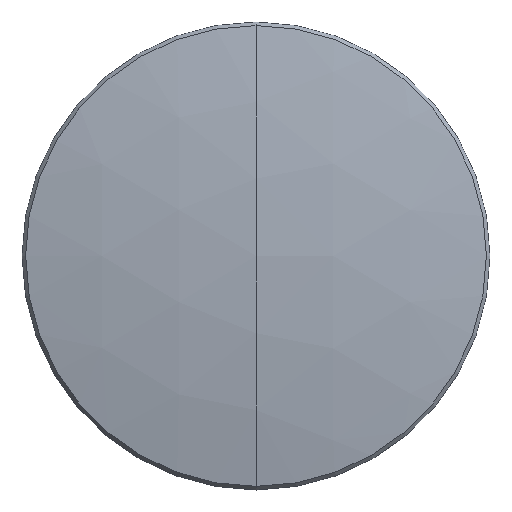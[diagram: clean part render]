
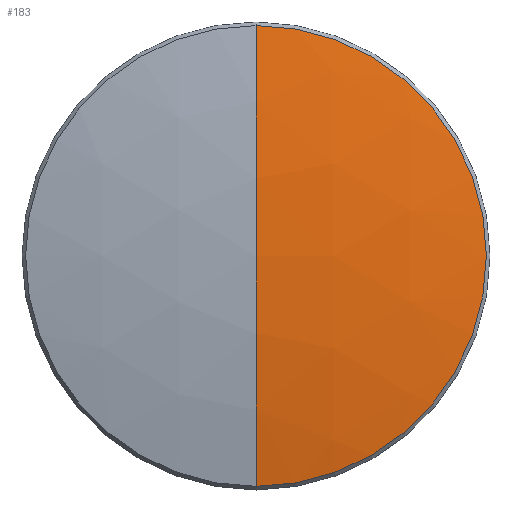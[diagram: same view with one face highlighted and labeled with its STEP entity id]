
A CAD part, top view. The second image highlights one B-rep face of the part: STEP entity #183.
In plain terms, the highlighted spherical face has radius 65.08 mm.
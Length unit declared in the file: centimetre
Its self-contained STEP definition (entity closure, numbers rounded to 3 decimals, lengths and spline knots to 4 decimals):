
#4 = AXIS2_PLACEMENT_3D ( 'NONE', #214, #213, #168 ) ;
#12 = CARTESIAN_POINT ( 'NONE',  ( 0., -1.2504, 0.0412 ) ) ;
#20 = DIRECTION ( 'NONE',  ( 0., 1., 0. ) ) ;
#21 = DIRECTION ( 'NONE',  ( 0., 1., 0. ) ) ;
#33 = VERTEX_POINT ( 'NONE', #115 ) ;
#35 = DIRECTION ( 'NONE',  ( 0., 0., 1. ) ) ;
#70 = CIRCLE ( 'NONE', #4, 6.508 ) ;
#74 = DIRECTION ( 'NONE',  ( 0., 1., 0. ) ) ;
#76 = CARTESIAN_POINT ( 'NONE',  ( 0., 0., -6.3455 ) ) ;
#77 = VERTEX_POINT ( 'NONE', #12 ) ;
#81 = ORIENTED_EDGE ( 'NONE', *, *, #83, .F. ) ;
#83 = EDGE_CURVE ( 'NONE', #33, #255, #70, .T. ) ;
#106 = EDGE_CURVE ( 'NONE', #77, #255, #256, .T. ) ;
#113 = EDGE_LOOP ( 'NONE', ( #81, #290, #243 ) ) ;
#115 = CARTESIAN_POINT ( 'NONE',  ( 0., 0., 0.1625 ) ) ;
#118 = CARTESIAN_POINT ( 'NONE',  ( 0., 1.2504, 0.0412 ) ) ;
#124 = DIRECTION ( 'NONE',  ( 1., 0., 0. ) ) ;
#165 = CARTESIAN_POINT ( 'NONE',  ( 0., 0., 0.0412 ) ) ;
#168 = DIRECTION ( 'NONE',  ( 0., 0., 1. ) ) ;
#170 = AXIS2_PLACEMENT_3D ( 'NONE', #288, #198, #21 ) ;
#183 = ADVANCED_FACE ( 'NONE', ( #283 ), #260, .T. ) ;
#194 = CIRCLE ( 'NONE', #170, 6.508 ) ;
#198 = DIRECTION ( 'NONE',  ( 1., 0., 0. ) ) ;
#213 = DIRECTION ( 'NONE',  ( -1., 0., 0. ) ) ;
#214 = CARTESIAN_POINT ( 'NONE',  ( 0., 0., -6.3455 ) ) ;
#239 = AXIS2_PLACEMENT_3D ( 'NONE', #165, #35, #74 ) ;
#243 = ORIENTED_EDGE ( 'NONE', *, *, #106, .T. ) ;
#255 = VERTEX_POINT ( 'NONE', #118 ) ;
#256 = CIRCLE ( 'NONE', #239, 1.2504 ) ;
#260 = SPHERICAL_SURFACE ( 'NONE', #294, 6.508 ) ;
#263 = EDGE_CURVE ( 'NONE', #33, #77, #194, .T. ) ;
#283 = FACE_OUTER_BOUND ( 'NONE', #113, .T. ) ;
#288 = CARTESIAN_POINT ( 'NONE',  ( 0., 0., -6.3455 ) ) ;
#290 = ORIENTED_EDGE ( 'NONE', *, *, #263, .T. ) ;
#294 = AXIS2_PLACEMENT_3D ( 'NONE', #76, #124, #20 ) ;
